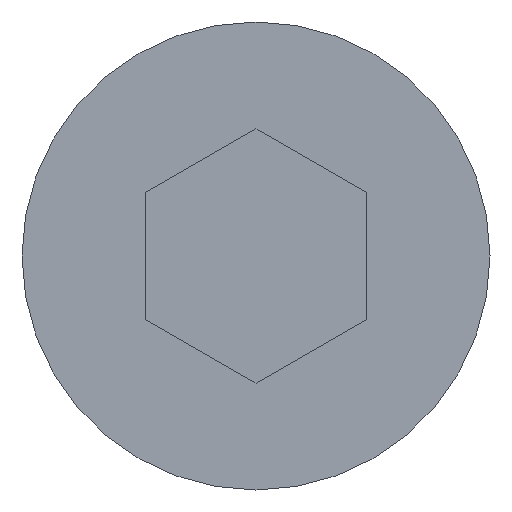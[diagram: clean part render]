
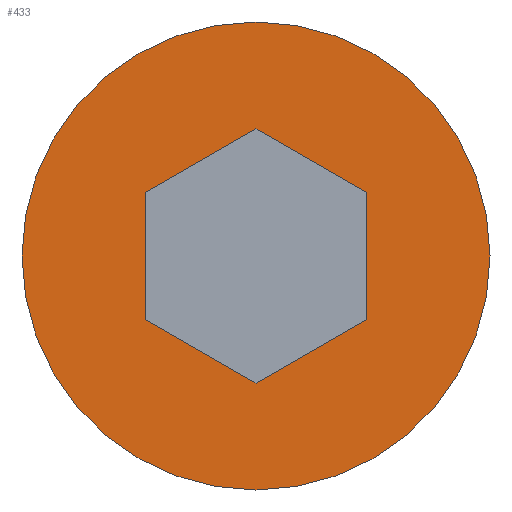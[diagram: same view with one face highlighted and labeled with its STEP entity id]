
A CAD part, left-side view. The second image highlights one B-rep face of the part: STEP entity #433.
In plain terms, the highlighted planar face has unit normal (-1, 0, 0).
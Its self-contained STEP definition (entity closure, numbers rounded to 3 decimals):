
#12 = DIRECTION ( 'NONE',  ( 0., 0.866, 0.5 ) ) ;
#19 = CARTESIAN_POINT ( 'NONE',  ( -5., 0., -4.25 ) ) ;
#21 = LINE ( 'NONE', #267, #58 ) ;
#26 = VERTEX_POINT ( 'NONE', #19 ) ;
#27 = EDGE_CURVE ( 'NONE', #228, #447, #21, .T. ) ;
#31 = DIRECTION ( 'NONE',  ( 0., 0., 1. ) ) ;
#43 = EDGE_CURVE ( 'NONE', #313, #187, #308, .T. ) ;
#49 = ORIENTED_EDGE ( 'NONE', *, *, #244, .F. ) ;
#52 = CARTESIAN_POINT ( 'NONE',  ( -5., -2., 0. ) ) ;
#56 = LINE ( 'NONE', #449, #413 ) ;
#58 = VECTOR ( 'NONE', #160, 1000. ) ;
#67 = LINE ( 'NONE', #305, #213 ) ;
#70 = VERTEX_POINT ( 'NONE', #347 ) ;
#73 = CARTESIAN_POINT ( 'NONE',  ( -5., 2., 1.155 ) ) ;
#80 = PLANE ( 'NONE',  #147 ) ;
#83 = ORIENTED_EDGE ( 'NONE', *, *, #43, .T. ) ;
#86 = ORIENTED_EDGE ( 'NONE', *, *, #380, .T. ) ;
#87 = DIRECTION ( 'NONE',  ( 0., 0., -1. ) ) ;
#112 = DIRECTION ( 'NONE',  ( -1., 0., 0. ) ) ;
#122 = VECTOR ( 'NONE', #180, 1000. ) ;
#125 = CARTESIAN_POINT ( 'NONE',  ( -5., 0., 4.25 ) ) ;
#136 = FACE_BOUND ( 'NONE', #289, .T. ) ;
#145 = CARTESIAN_POINT ( 'NONE',  ( -5., -2., -1.155 ) ) ;
#147 = AXIS2_PLACEMENT_3D ( 'NONE', #234, #112, #152 ) ;
#149 = VECTOR ( 'NONE', #398, 1000. ) ;
#152 = DIRECTION ( 'NONE',  ( 0., 0., 1. ) ) ;
#160 = DIRECTION ( 'NONE',  ( 0., 0., 1. ) ) ;
#180 = DIRECTION ( 'NONE',  ( 0., 0.866, -0.5 ) ) ;
#187 = VERTEX_POINT ( 'NONE', #432 ) ;
#195 = CARTESIAN_POINT ( 'NONE',  ( -5., 0., -2.309 ) ) ;
#209 = ORIENTED_EDGE ( 'NONE', *, *, #388, .T. ) ;
#213 = VECTOR ( 'NONE', #12, 1000. ) ;
#218 = DIRECTION ( 'NONE',  ( 1., 0., 0. ) ) ;
#220 = LINE ( 'NONE', #145, #122 ) ;
#228 = VERTEX_POINT ( 'NONE', #295 ) ;
#231 = ORIENTED_EDGE ( 'NONE', *, *, #303, .T. ) ;
#233 = DIRECTION ( 'NONE',  ( 0., -0.866, 0.5 ) ) ;
#234 = CARTESIAN_POINT ( 'NONE',  ( -5., 3.28, 0. ) ) ;
#244 = EDGE_CURVE ( 'NONE', #26, #392, #248, .T. ) ;
#248 = CIRCLE ( 'NONE', #378, 4.25 ) ;
#249 = EDGE_LOOP ( 'NONE', ( #301, #49 ) ) ;
#253 = CARTESIAN_POINT ( 'NONE',  ( -5., 0., 2.309 ) ) ;
#266 = ORIENTED_EDGE ( 'NONE', *, *, #27, .T. ) ;
#267 = CARTESIAN_POINT ( 'NONE',  ( -5., 2., 0. ) ) ;
#279 = EDGE_CURVE ( 'NONE', #392, #26, #316, .T. ) ;
#286 = AXIS2_PLACEMENT_3D ( 'NONE', #472, #473, #436 ) ;
#289 = EDGE_LOOP ( 'NONE', ( #416, #209, #266, #86, #231, #83 ) ) ;
#295 = CARTESIAN_POINT ( 'NONE',  ( -5., 2., -1.155 ) ) ;
#296 = EDGE_CURVE ( 'NONE', #187, #443, #220, .T. ) ;
#301 = ORIENTED_EDGE ( 'NONE', *, *, #279, .F. ) ;
#303 = EDGE_CURVE ( 'NONE', #70, #313, #446, .T. ) ;
#305 = CARTESIAN_POINT ( 'NONE',  ( -5., 0., -2.309 ) ) ;
#306 = FACE_OUTER_BOUND ( 'NONE', #249, .T. ) ;
#308 = LINE ( 'NONE', #52, #442 ) ;
#313 = VERTEX_POINT ( 'NONE', #471 ) ;
#316 = CIRCLE ( 'NONE', #286, 4.25 ) ;
#347 = CARTESIAN_POINT ( 'NONE',  ( -5., 0., 2.309 ) ) ;
#378 = AXIS2_PLACEMENT_3D ( 'NONE', #394, #218, #31 ) ;
#380 = EDGE_CURVE ( 'NONE', #447, #70, #56, .T. ) ;
#388 = EDGE_CURVE ( 'NONE', #443, #228, #67, .T. ) ;
#392 = VERTEX_POINT ( 'NONE', #125 ) ;
#394 = CARTESIAN_POINT ( 'NONE',  ( -5., 0., 0. ) ) ;
#398 = DIRECTION ( 'NONE',  ( 0., -0.866, -0.5 ) ) ;
#413 = VECTOR ( 'NONE', #233, 1000. ) ;
#416 = ORIENTED_EDGE ( 'NONE', *, *, #296, .T. ) ;
#432 = CARTESIAN_POINT ( 'NONE',  ( -5., -2., -1.155 ) ) ;
#433 = ADVANCED_FACE ( 'NONE', ( #136, #306 ), #80, .T. ) ;
#436 = DIRECTION ( 'NONE',  ( 0., 0., 1. ) ) ;
#442 = VECTOR ( 'NONE', #87, 1000. ) ;
#443 = VERTEX_POINT ( 'NONE', #195 ) ;
#446 = LINE ( 'NONE', #253, #149 ) ;
#447 = VERTEX_POINT ( 'NONE', #73 ) ;
#449 = CARTESIAN_POINT ( 'NONE',  ( -5., 2., 1.155 ) ) ;
#471 = CARTESIAN_POINT ( 'NONE',  ( -5., -2., 1.155 ) ) ;
#472 = CARTESIAN_POINT ( 'NONE',  ( -5., 0., 0. ) ) ;
#473 = DIRECTION ( 'NONE',  ( 1., 0., 0. ) ) ;
